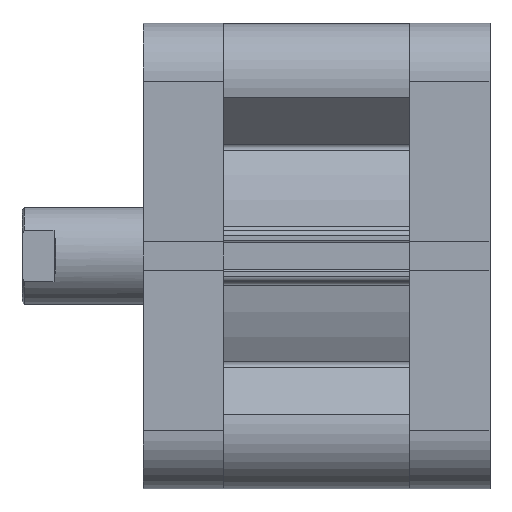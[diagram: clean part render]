
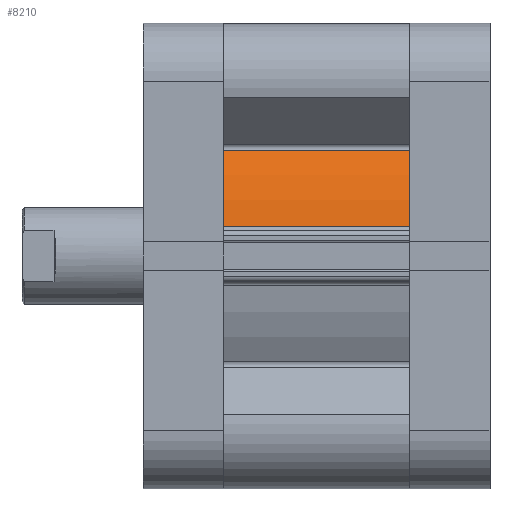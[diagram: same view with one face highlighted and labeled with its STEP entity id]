
A CAD part, front view. The second image highlights one B-rep face of the part: STEP entity #8210.
In plain terms, the highlighted cylindrical face has radius 43.5 mm (diameter 87 mm), a partial arc.
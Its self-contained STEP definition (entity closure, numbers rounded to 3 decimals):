
#1498 = EDGE_LOOP ( 'NONE', ( #4101, #4131, #4132, #4130 ) ) ;
#2097 = CARTESIAN_POINT ( 'NONE',  ( 0., 0., 38.5 ) ) ;
#2109 = DIRECTION ( 'NONE',  ( 0., 0., 1. ) ) ;
#2110 = DIRECTION ( 'NONE',  ( 1., 0., 0. ) ) ;
#2112 = CARTESIAN_POINT ( 'NONE',  ( 21.765, -37.663, 38.5 ) ) ;
#2113 = DIRECTION ( 'NONE',  ( 0., 0., 1. ) ) ;
#2114 = CARTESIAN_POINT ( 'NONE',  ( 0., 0., 0. ) ) ;
#2115 = DIRECTION ( 'NONE',  ( 0., 0., 1. ) ) ;
#2116 = DIRECTION ( 'NONE',  ( 1., 0., 0. ) ) ;
#2118 = CARTESIAN_POINT ( 'NONE',  ( 6.11, -43.069, 38.5 ) ) ;
#2119 = DIRECTION ( 'NONE',  ( 0., 0., -1. ) ) ;
#2603 = VERTEX_POINT ( 'NONE', #11269 ) ;
#2807 = VERTEX_POINT ( 'NONE', #10981 ) ;
#2834 = VERTEX_POINT ( 'NONE', #10944 ) ;
#2836 = VERTEX_POINT ( 'NONE', #10942 ) ;
#4101 = ORIENTED_EDGE ( 'NONE', *, *, #9080, .T. ) ;
#4130 = ORIENTED_EDGE ( 'NONE', *, *, #9081, .T. ) ;
#4131 = ORIENTED_EDGE ( 'NONE', *, *, #9079, .T. ) ;
#4132 = ORIENTED_EDGE ( 'NONE', *, *, #9078, .F. ) ;
#4800 = FACE_OUTER_BOUND ( 'NONE', #1498, .T. ) ;
#4805 = CYLINDRICAL_SURFACE ( 'NONE', #5471, 43.5 ) ;
#5471 = AXIS2_PLACEMENT_3D ( 'NONE', #10179, #10178, #10177 ) ;
#5698 = AXIS2_PLACEMENT_3D ( 'NONE', #2114, #2115, #2116 ) ;
#5703 = AXIS2_PLACEMENT_3D ( 'NONE', #2097, #2109, #2110 ) ;
#7785 = LINE ( 'NONE', #2112, #7795 ) ;
#7794 = VECTOR ( 'NONE', #2119, 1000. ) ;
#7795 = VECTOR ( 'NONE', #2113, 1000. ) ;
#7799 = LINE ( 'NONE', #2118, #7794 ) ;
#7800 = CIRCLE ( 'NONE', #5703, 43.5 ) ;
#7804 = CIRCLE ( 'NONE', #5698, 43.5 ) ;
#8210 = ADVANCED_FACE ( 'NONE', ( #4800 ), #4805, .T. ) ;
#9078 = EDGE_CURVE ( 'NONE', #2807, #2836, #7800, .T. ) ;
#9079 = EDGE_CURVE ( 'NONE', #2834, #2836, #7785, .T. ) ;
#9080 = EDGE_CURVE ( 'NONE', #2603, #2834, #7804, .T. ) ;
#9081 = EDGE_CURVE ( 'NONE', #2807, #2603, #7799, .T. ) ;
#10177 = DIRECTION ( 'NONE',  ( -1., 0., 0. ) ) ;
#10178 = DIRECTION ( 'NONE',  ( 0., 0., -1. ) ) ;
#10179 = CARTESIAN_POINT ( 'NONE',  ( 0., 0., 38.5 ) ) ;
#10942 = CARTESIAN_POINT ( 'NONE',  ( 21.765, -37.663, 38.5 ) ) ;
#10944 = CARTESIAN_POINT ( 'NONE',  ( 21.765, -37.663, 0. ) ) ;
#10981 = CARTESIAN_POINT ( 'NONE',  ( 6.11, -43.069, 38.5 ) ) ;
#11269 = CARTESIAN_POINT ( 'NONE',  ( 6.11, -43.069, 0. ) ) ;
